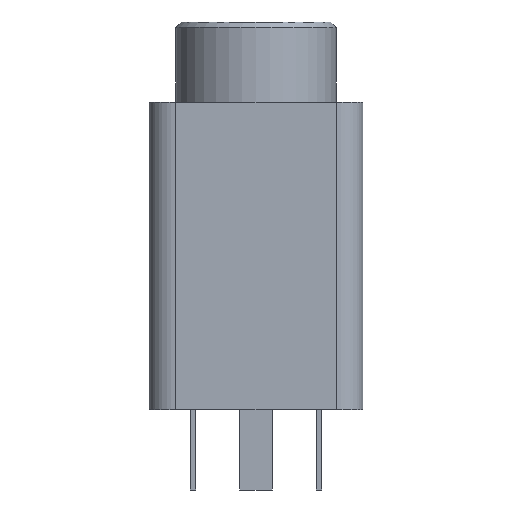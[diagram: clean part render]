
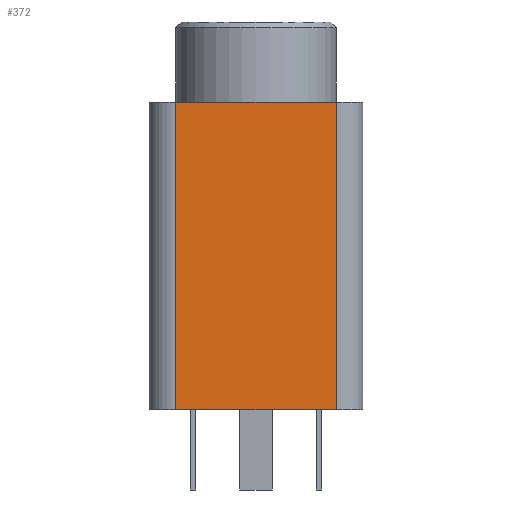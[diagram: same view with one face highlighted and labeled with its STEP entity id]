
A CAD part, left-side view. The second image highlights one B-rep face of the part: STEP entity #372.
In plain terms, the highlighted planar face has unit normal (-1, 0, 0).
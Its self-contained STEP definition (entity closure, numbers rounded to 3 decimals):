
#95 = VERTEX_POINT('',#96);
#96 = CARTESIAN_POINT('',(-3.,-3.,0.));
#105 = EDGE_CURVE('',#95,#106,#108,.T.);
#106 = VERTEX_POINT('',#107);
#107 = CARTESIAN_POINT('',(-3.,3.,0.));
#108 = LINE('',#109,#110);
#109 = CARTESIAN_POINT('',(-3.,-3.,0.));
#110 = VECTOR('',#111,1.);
#111 = DIRECTION('',(0.,1.,0.));
#188 = EDGE_CURVE('',#95,#189,#191,.T.);
#189 = VERTEX_POINT('',#190);
#190 = CARTESIAN_POINT('',(-3.,-3.,11.5));
#191 = LINE('',#192,#193);
#192 = CARTESIAN_POINT('',(-3.,-3.,0.));
#193 = VECTOR('',#194,1.);
#194 = DIRECTION('',(0.,0.,1.));
#353 = VERTEX_POINT('',#354);
#354 = CARTESIAN_POINT('',(-3.,3.,11.5));
#361 = EDGE_CURVE('',#106,#353,#362,.T.);
#362 = LINE('',#363,#364);
#363 = CARTESIAN_POINT('',(-3.,3.,0.));
#364 = VECTOR('',#365,1.);
#365 = DIRECTION('',(0.,0.,1.));
#372 = ADVANCED_FACE('',(#373),#392,.T.);
#373 = FACE_BOUND('',#374,.T.);
#374 = EDGE_LOOP('',(#375,#376,#384,#390,#391));
#375 = ORIENTED_EDGE('',*,*,#188,.T.);
#376 = ORIENTED_EDGE('',*,*,#377,.T.);
#377 = EDGE_CURVE('',#189,#378,#380,.T.);
#378 = VERTEX_POINT('',#379);
#379 = CARTESIAN_POINT('',(-3.,0.,11.5));
#380 = LINE('',#381,#382);
#381 = CARTESIAN_POINT('',(-3.,-3.,11.5));
#382 = VECTOR('',#383,1.);
#383 = DIRECTION('',(0.,1.,0.));
#384 = ORIENTED_EDGE('',*,*,#385,.T.);
#385 = EDGE_CURVE('',#378,#353,#386,.T.);
#386 = LINE('',#387,#388);
#387 = CARTESIAN_POINT('',(-3.,-3.,11.5));
#388 = VECTOR('',#389,1.);
#389 = DIRECTION('',(0.,1.,0.));
#390 = ORIENTED_EDGE('',*,*,#361,.F.);
#391 = ORIENTED_EDGE('',*,*,#105,.F.);
#392 = PLANE('',#393);
#393 = AXIS2_PLACEMENT_3D('',#394,#395,#396);
#394 = CARTESIAN_POINT('',(-3.,-3.,0.));
#395 = DIRECTION('',(-1.,0.,0.));
#396 = DIRECTION('',(0.,1.,0.));
